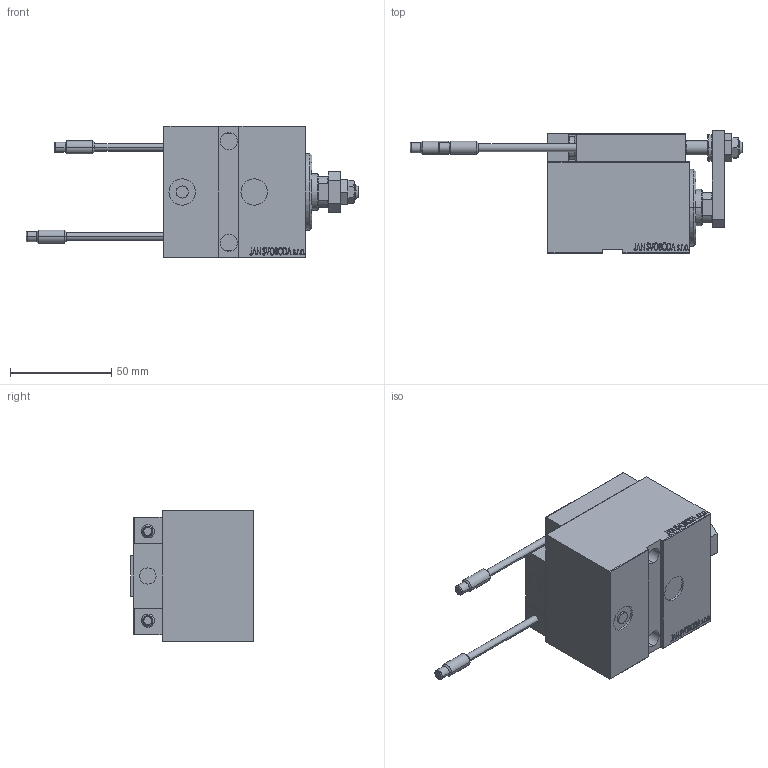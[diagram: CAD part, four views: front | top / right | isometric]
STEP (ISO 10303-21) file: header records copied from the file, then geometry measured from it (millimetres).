
FILE_DESCRIPTION (( 'STEP AP203' ), '1' );
FILE_NAME ('5936.STEP', '2024-02-12T07:06:32', ( '' ), ( '' ), 'SwSTEP 2.0', 'SolidWorks 2019', '' );
FILE_SCHEMA (( 'CONFIG_CONTROL_DESIGN' ));
Length unit declared in the file: millimetre
Products named in the file (16): 5936; Block dd3a231cedd52243ec4bb4d4f3c5f30e; SWITCH DIM B,W dd3a231cedd52243ec4bb4d4f3c5f30e; TYC_L79 dd3a231cedd52243ec4bb4d4f3c5f30e; NUT_D12 dd3a231cedd52243ec4bb4d4f3c5f30e; V450CM_E_VCP dd3a231cedd52243ec4bb4d4f3c5f30e; V450CM_E_Body dd3a231cedd52243ec4bb4d4f3c5f30e; V450CM_VC_B dd3a231cedd52243ec4bb4d4f3c5f30e; ZARAZKA dd3a231cedd52243ec4bb4d4f3c5f30e; NUT_D10 dd3a231cedd52243ec4bb4d4f3c5f30e; ALLEN BOLT D8 dd3a231cedd52243ec4bb4d4f3c5f30e; MAGNET dd3a231cedd52243ec4bb4d4f3c5f30e; SWITCH_X_FRONT_BACK dd3a231cedd52243ec4bb4d4f3c5f30e; KONCOVKA_Y dd3a231cedd52243ec4bb4d4f3c5f30e; ALLEN BOLT D5 dd3a231cedd52243ec4bb4d4f3c5f30e; SWITCH X dd3a231cedd52243ec4bb4d4f3c5f30e
Assembly tree (25 placements, depth 3):
  5936
    V450CM_E_Body dd3a231cedd52243ec4bb4d4f3c5f30e
    V450CM_E_VCP dd3a231cedd52243ec4bb4d4f3c5f30e
    V450CM_VC_B dd3a231cedd52243ec4bb4d4f3c5f30e
    SWITCH X dd3a231cedd52243ec4bb4d4f3c5f30e
      SWITCH_X_FRONT_BACK dd3a231cedd52243ec4bb4d4f3c5f30e  x2
      TYC_L79 dd3a231cedd52243ec4bb4d4f3c5f30e
      Block dd3a231cedd52243ec4bb4d4f3c5f30e  x2
      ALLEN BOLT D5 dd3a231cedd52243ec4bb4d4f3c5f30e  x4
      ALLEN BOLT D8 dd3a231cedd52243ec4bb4d4f3c5f30e  x4
      MAGNET dd3a231cedd52243ec4bb4d4f3c5f30e  x2
      KONCOVKA_Y dd3a231cedd52243ec4bb4d4f3c5f30e  x2
    SWITCH DIM B,W dd3a231cedd52243ec4bb4d4f3c5f30e
    ZARAZKA dd3a231cedd52243ec4bb4d4f3c5f30e
    NUT_D10 dd3a231cedd52243ec4bb4d4f3c5f30e
    NUT_D12 dd3a231cedd52243ec4bb4d4f3c5f30e
Bounding box: 163.7 x 60.5 x 65 mm (x, y, z)
Volume: 241354 mm3; surface area: 63148.5 mm2
Topology: 24 solids, 24 shells, 1298 faces, 3102 edges, 1978 vertices
Faces by surface type: plane 569, bspline 380, cylinder 176, cone 121, torus 48, sphere 4
Entity records: 49815 total; most frequent: CARTESIAN_POINT 25379, ORIENTED_EDGE 5180, DIRECTION 3459, EDGE_CURVE 2590, VERTEX_POINT 1690, VECTOR 1503, LINE 1503, EDGE_LOOP 1188
